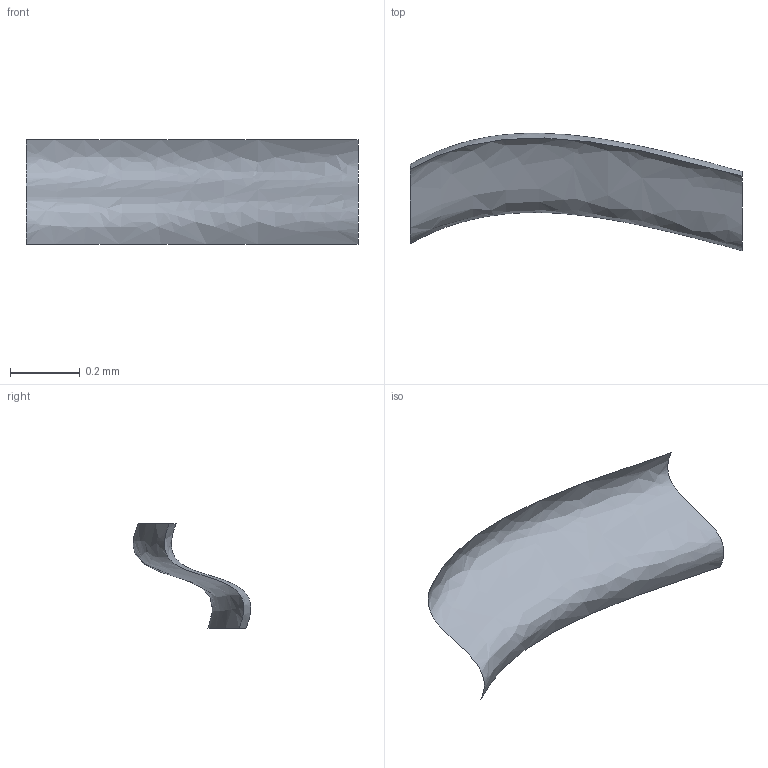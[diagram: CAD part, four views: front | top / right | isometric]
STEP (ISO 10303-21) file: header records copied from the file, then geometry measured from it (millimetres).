
FILE_DESCRIPTION(('CATIA V5 STEP Exchange'),'2;1');
FILE_NAME('Part4.stp','2025-09-02T17:42:46+00:00',('none'),('none'),'CATIA Version 5 Release 19 SP 2 (IN-10)','CATIA V5 STEP AP203','none');
FILE_SCHEMA(('CONFIG_CONTROL_DESIGN'));
Length unit declared in the file: millimetre
Products named in the file (1): Wing1
Bounding box: 0.95 x 0.34 x 0.3 mm (x, y, z)
Surface area: 0.4 mm2 (no closed solid volume)
Topology: 0 solids, 1 shells, 1 faces, 8 edges, 28 vertices
Faces by surface type: bspline 1
Entity records: 227 total; most frequent: CARTESIAN_POINT 137, B_SPLINE_CURVE_WITH_KNOTS 8, COMPOSITE_CURVE 4, COMPOSITE_CURVE_SEGMENT 4, ORIENTED_EDGE 4, CC_DESIGN_PERSON_AND_ORGANIZATION_ASSIGNMENT 4, PERSON_AND_ORGANIZATION_ROLE 4, EDGE_CURVE 4
